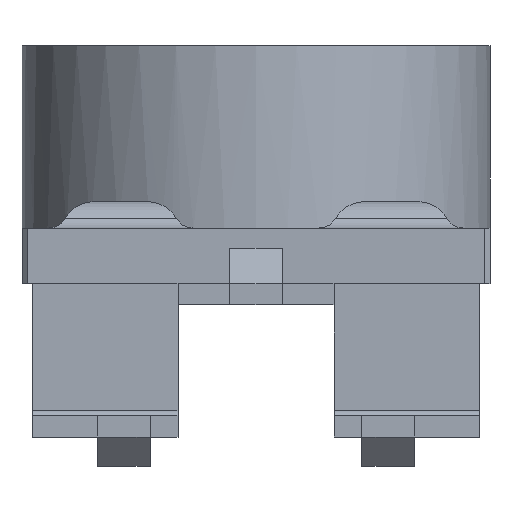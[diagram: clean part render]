
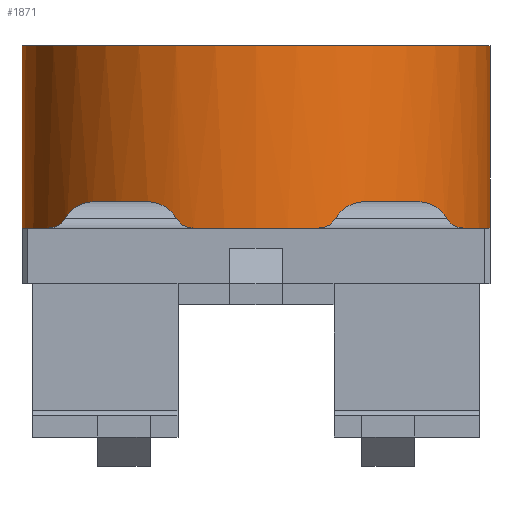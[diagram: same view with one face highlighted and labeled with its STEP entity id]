
A CAD part, front view. The second image highlights one B-rep face of the part: STEP entity #1871.
In plain terms, the highlighted cylindrical face has radius 4.496 mm (diameter 8.992 mm), a partial arc.
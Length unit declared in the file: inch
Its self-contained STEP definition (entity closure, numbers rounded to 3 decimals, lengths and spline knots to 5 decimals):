
#47=CARTESIAN_POINT('',(0.,0.,0.138));
#48=DIRECTION('',(0.,0.,1.));
#49=DIRECTION('',(-1.,0.,0.));
#50=AXIS2_PLACEMENT_3D('',#47,#48,#49);
#67=CARTESIAN_POINT('',(-0.08062,-0.15757,0.));
#68=CARTESIAN_POINT('',(-0.07911,-0.15835,0.));
#69=CARTESIAN_POINT('',(-0.07619,-0.15978,
0.00012));
#70=CARTESIAN_POINT('',(-0.07225,-0.1616,
0.00052));
#71=CARTESIAN_POINT('',(-0.06866,-0.16316,
0.00105));
#72=CARTESIAN_POINT('',(-0.06539,-0.16449,
0.00167));
#73=CARTESIAN_POINT('',(-0.06242,-0.16564,
0.00233));
#74=CARTESIAN_POINT('',(-0.0597,-0.16664,
0.00303));
#75=CARTESIAN_POINT('',(-0.05802,-0.16722,
0.00351));
#76=CARTESIAN_POINT('',(-0.05722,-0.1675,
0.00375));
#78=CARTESIAN_POINT('',(0.,0.,0.));
#79=DIRECTION('',(0.,0.,1.));
#80=DIRECTION('',(-1.,0.,0.));
#81=AXIS2_PLACEMENT_3D('',#78,#79,#80);
#83=DIRECTION('',(0.,0.,1.));
#84=VECTOR('',#83,0.138);
#85=CARTESIAN_POINT('',(-0.177,0.,0.));
#86=LINE('',#85,#84);
#87=DIRECTION('',(0.,0.,-1.));
#88=VECTOR('',#87,0.138);
#89=CARTESIAN_POINT('',(0.177,0.,0.138));
#90=LINE('',#89,#88);
#91=CARTESIAN_POINT('',(0.,0.,0.));
#92=DIRECTION('',(0.,0.,1.));
#93=DIRECTION('',(0.456,-0.89,0.));
#94=AXIS2_PLACEMENT_3D('',#91,#92,#93);
#96=CARTESIAN_POINT('',(0.05722,-0.1675,
0.00375));
#97=CARTESIAN_POINT('',(0.05802,-0.16722,
0.00351));
#98=CARTESIAN_POINT('',(0.0597,-0.16664,
0.00303));
#99=CARTESIAN_POINT('',(0.06242,-0.16564,
0.00233));
#100=CARTESIAN_POINT('',(0.06539,-0.16449,
0.00167));
#101=CARTESIAN_POINT('',(0.06866,-0.16316,
0.00105));
#102=CARTESIAN_POINT('',(0.07225,-0.1616,
0.00052));
#103=CARTESIAN_POINT('',(0.07619,-0.15978,
0.00012));
#104=CARTESIAN_POINT('',(0.07911,-0.15835,0.));
#105=CARTESIAN_POINT('',(0.08062,-0.15757,0.));
#107=CARTESIAN_POINT('',(0.04729,-0.17056,0.));
#108=CARTESIAN_POINT('',(0.04802,-0.17036,0.));
#109=CARTESIAN_POINT('',(0.04946,-0.16995,
0.0001));
#110=CARTESIAN_POINT('',(0.05159,-0.16932,
0.00057));
#111=CARTESIAN_POINT('',(0.05363,-0.16868,
0.00135));
#112=CARTESIAN_POINT('',(0.05554,-0.16806,
0.00241));
#113=CARTESIAN_POINT('',(0.05668,-0.16768,
0.00328));
#114=CARTESIAN_POINT('',(0.05722,-0.1675,
0.00375));
#116=CARTESIAN_POINT('',(0.,0.,0.));
#117=DIRECTION('',(0.,0.,1.));
#118=DIRECTION('',(-0.267,-0.964,0.));
#119=AXIS2_PLACEMENT_3D('',#116,#117,#118);
#121=CARTESIAN_POINT('',(-0.05722,-0.1675,
0.00375));
#122=CARTESIAN_POINT('',(-0.05668,-0.16768,
0.00328));
#123=CARTESIAN_POINT('',(-0.05554,-0.16806,
0.00241));
#124=CARTESIAN_POINT('',(-0.05363,-0.16868,
0.00135));
#125=CARTESIAN_POINT('',(-0.05159,-0.16932,
0.00057));
#126=CARTESIAN_POINT('',(-0.04946,-0.16995,
0.0001));
#127=CARTESIAN_POINT('',(-0.04802,-0.17036,0.));
#128=CARTESIAN_POINT('',(-0.04729,-0.17056,0.));
#1418=CARTESIAN_POINT('',(-0.177,0.,0.138));
#1419=CARTESIAN_POINT('',(0.177,0.,0.138));
#1420=VERTEX_POINT('',#1418);
#1421=VERTEX_POINT('',#1419);
#1438=CARTESIAN_POINT('',(0.177,0.,0.));
#1440=VERTEX_POINT('',#1438);
#1446=CARTESIAN_POINT('',(-0.177,0.,0.));
#1447=VERTEX_POINT('',#1446);
#1546=CARTESIAN_POINT('',(-0.08062,-0.15757,0.));
#1547=VERTEX_POINT('',#1546);
#1548=VERTEX_POINT('',#76);
#1551=VERTEX_POINT('',#128);
#1562=VERTEX_POINT('',#96);
#1563=VERTEX_POINT('',#105);
#1564=CARTESIAN_POINT('',(0.04729,-0.17056,0.));
#1566=VERTEX_POINT('',#1564);
#1847=CARTESIAN_POINT('',(0.,0.,0.));
#1848=DIRECTION('',(0.,0.,1.));
#1849=DIRECTION('',(1.,0.,0.));
#1850=AXIS2_PLACEMENT_3D('',#1847,#1848,#1849);
#1851=CYLINDRICAL_SURFACE('',#1850,0.177);
#1853=ORIENTED_EDGE('',*,*,#1852,.F.);
#1855=ORIENTED_EDGE('',*,*,#1854,.F.);
#1856=ORIENTED_EDGE('',*,*,#1785,.T.);
#1857=ORIENTED_EDGE('',*,*,#1835,.T.);
#1858=ORIENTED_EDGE('',*,*,#1795,.T.);
#1860=ORIENTED_EDGE('',*,*,#1859,.F.);
#1862=ORIENTED_EDGE('',*,*,#1861,.F.);
#1864=ORIENTED_EDGE('',*,*,#1863,.F.);
#1866=ORIENTED_EDGE('',*,*,#1865,.F.);
#1868=ORIENTED_EDGE('',*,*,#1867,.F.);
#1869=EDGE_LOOP('',(#1853,#1855,#1856,#1857,#1858,#1860,#1862,#1864,#1866,
#1868));
#1870=FACE_OUTER_BOUND('',#1869,.F.);
#1871=ADVANCED_FACE('',(#1870),#1851,.T.);
#51=CIRCLE('',#50,0.177);
#77=B_SPLINE_CURVE_WITH_KNOTS('',3,(#67,#68,#69,#70,#71,#72,#73,#74,#75,#76),
.UNSPECIFIED.,.F.,.F.,(4,1,1,1,1,1,1,4),(0.,0.14286,
0.28571,0.42857,0.57143,0.71429,
0.85714,1.),.UNSPECIFIED.);
#82=CIRCLE('',#81,0.177);
#95=CIRCLE('',#94,0.177);
#106=B_SPLINE_CURVE_WITH_KNOTS('',3,(#96,#97,#98,#99,#100,#101,#102,#103,#104,
#105),.UNSPECIFIED.,.F.,.F.,(4,1,1,1,1,1,1,4),(0.,0.14286,
0.28571,0.42857,0.57143,0.71429,
0.85714,1.),.UNSPECIFIED.);
#115=B_SPLINE_CURVE_WITH_KNOTS('',3,(#107,#108,#109,#110,#111,#112,#113,#114),
.UNSPECIFIED.,.F.,.F.,(4,1,1,1,1,4),(0.,0.2,0.4,0.6,0.8,1.),
.UNSPECIFIED.);
#120=CIRCLE('',#119,0.177);
#129=B_SPLINE_CURVE_WITH_KNOTS('',3,(#121,#122,#123,#124,#125,#126,#127,#128),
.UNSPECIFIED.,.F.,.F.,(4,1,1,1,1,4),(0.,0.2,0.4,0.6,0.8,1.),
.UNSPECIFIED.);
#1785=EDGE_CURVE('',#1447,#1420,#86,.T.);
#1795=EDGE_CURVE('',#1421,#1440,#90,.T.);
#1835=EDGE_CURVE('',#1420,#1421,#51,.T.);
#1852=EDGE_CURVE('',#1547,#1548,#77,.T.);
#1854=EDGE_CURVE('',#1447,#1547,#82,.T.);
#1859=EDGE_CURVE('',#1563,#1440,#95,.T.);
#1861=EDGE_CURVE('',#1562,#1563,#106,.T.);
#1863=EDGE_CURVE('',#1566,#1562,#115,.T.);
#1865=EDGE_CURVE('',#1551,#1566,#120,.T.);
#1867=EDGE_CURVE('',#1548,#1551,#129,.T.);
